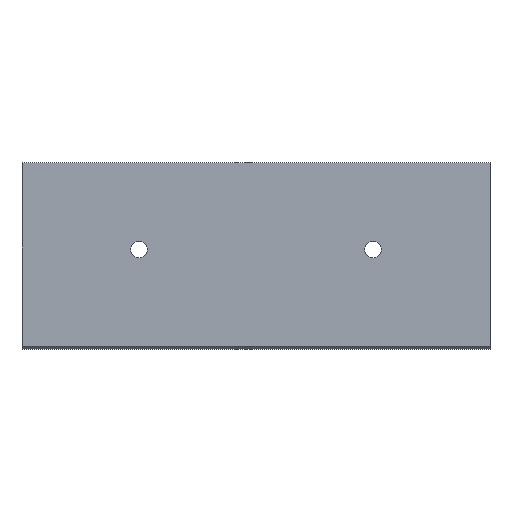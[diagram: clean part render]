
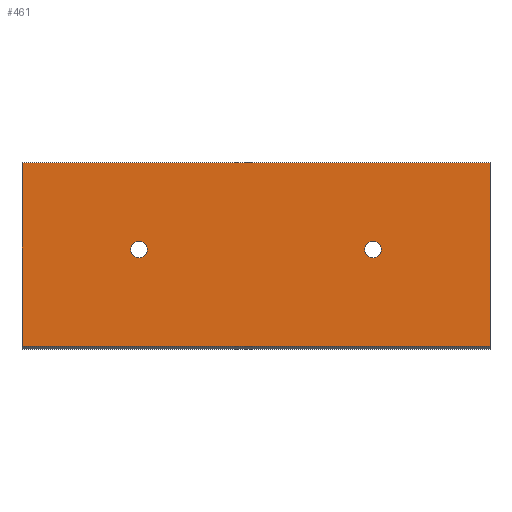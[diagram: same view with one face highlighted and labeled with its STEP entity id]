
A CAD part, front view. The second image highlights one B-rep face of the part: STEP entity #461.
In plain terms, the highlighted planar face has unit normal (0, -1, 0).
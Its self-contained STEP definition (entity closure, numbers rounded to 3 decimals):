
#43=CARTESIAN_POINT('',(1.,-69.082,43.12));
#44=VERTEX_POINT('',#43);
#51=CARTESIAN_POINT('',(1.,-69.082,70.6));
#52=VERTEX_POINT('',#51);
#53=CARTESIAN_POINT('',(1.,-69.082,43.12));
#54=DIRECTION('',(0.,0.,1.));
#55=VECTOR('',#54,27.48);
#56=LINE('',#53,#55);
#57=EDGE_CURVE('',#44,#52,#56,.T.);
#81=CARTESIAN_POINT('',(71.,-69.082,43.12));
#82=VERTEX_POINT('',#81);
#83=CARTESIAN_POINT('',(71.,-69.082,70.6));
#84=VERTEX_POINT('',#83);
#85=CARTESIAN_POINT('',(71.,-69.082,43.12));
#86=DIRECTION('',(0.,0.,1.));
#87=VECTOR('',#86,27.48);
#88=LINE('',#85,#87);
#89=EDGE_CURVE('',#82,#84,#88,.T.);
#395=CARTESIAN_POINT('',(1.,-69.082,70.6));
#396=DIRECTION('',(1.,0.,-0.));
#397=VECTOR('',#396,70.);
#398=LINE('',#395,#397);
#399=EDGE_CURVE('',#52,#84,#398,.T.);
#405=CARTESIAN_POINT('',(1.,-69.082,56.376));
#406=DIRECTION('',(0.,1.,-0.));
#407=DIRECTION('',(0.,0.,1.));
#408=AXIS2_PLACEMENT_3D('',#405,#406,#407);
#409=PLANE('',#408);
#410=CARTESIAN_POINT('',(53.5,-69.082,58.853));
#411=VERTEX_POINT('',#410);
#412=CARTESIAN_POINT('',(53.5,-69.082,56.353));
#413=VERTEX_POINT('',#412);
#414=CARTESIAN_POINT('',(53.5,-69.082,57.603));
#415=DIRECTION('',(0.,1.,-0.));
#416=DIRECTION('',(0.,0.,1.));
#417=AXIS2_PLACEMENT_3D('',#414,#415,#416);
#418=CIRCLE('',#417,1.25);
#419=EDGE_CURVE('',#411,#413,#418,.T.);
#420=ORIENTED_EDGE('',*,*,#419,.T.);
#421=CARTESIAN_POINT('',(53.5,-69.082,57.603));
#422=DIRECTION('',(0.,1.,-0.));
#423=DIRECTION('',(0.,0.,1.));
#424=AXIS2_PLACEMENT_3D('',#421,#422,#423);
#425=CIRCLE('',#424,1.25);
#426=EDGE_CURVE('',#413,#411,#425,.T.);
#427=ORIENTED_EDGE('',*,*,#426,.T.);
#428=EDGE_LOOP('',(#420,#427));
#429=FACE_BOUND('',#428,.T.);
#430=CARTESIAN_POINT('',(18.5,-69.082,58.853));
#431=VERTEX_POINT('',#430);
#432=CARTESIAN_POINT('',(18.5,-69.082,56.353));
#433=VERTEX_POINT('',#432);
#434=CARTESIAN_POINT('',(18.5,-69.082,57.603));
#435=DIRECTION('',(0.,1.,-0.));
#436=DIRECTION('',(0.,0.,1.));
#437=AXIS2_PLACEMENT_3D('',#434,#435,#436);
#438=CIRCLE('',#437,1.25);
#439=EDGE_CURVE('',#431,#433,#438,.T.);
#440=ORIENTED_EDGE('',*,*,#439,.T.);
#441=CARTESIAN_POINT('',(18.5,-69.082,57.603));
#442=DIRECTION('',(0.,1.,-0.));
#443=DIRECTION('',(0.,0.,1.));
#444=AXIS2_PLACEMENT_3D('',#441,#442,#443);
#445=CIRCLE('',#444,1.25);
#446=EDGE_CURVE('',#433,#431,#445,.T.);
#447=ORIENTED_EDGE('',*,*,#446,.T.);
#448=EDGE_LOOP('',(#440,#447));
#449=FACE_BOUND('',#448,.T.);
#450=ORIENTED_EDGE('',*,*,#57,.F.);
#451=CARTESIAN_POINT('',(1.,-69.082,43.12));
#452=DIRECTION('',(1.,0.,-0.));
#453=VECTOR('',#452,70.);
#454=LINE('',#451,#453);
#455=EDGE_CURVE('',#44,#82,#454,.T.);
#456=ORIENTED_EDGE('',*,*,#455,.T.);
#457=ORIENTED_EDGE('',*,*,#89,.T.);
#458=ORIENTED_EDGE('',*,*,#399,.F.);
#459=EDGE_LOOP('',(#450,#456,#457,#458));
#460=FACE_BOUND('',#459,.T.);
#461=ADVANCED_FACE('',(#429,#449,#460),#409,.F.);
